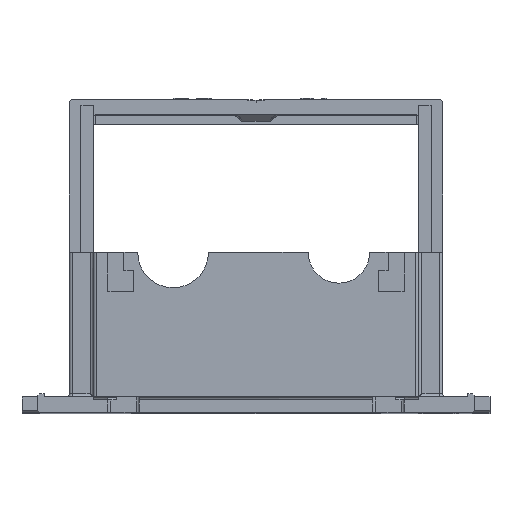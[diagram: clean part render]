
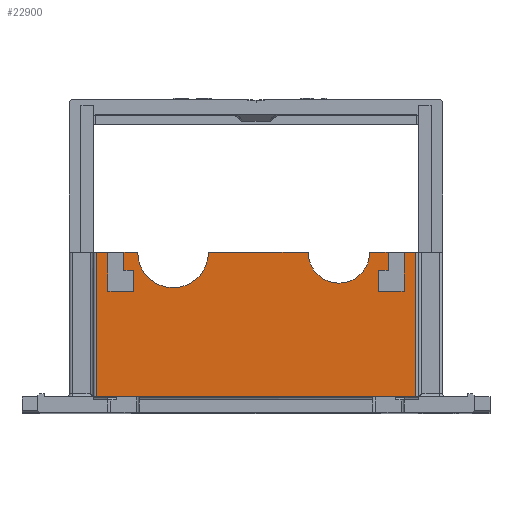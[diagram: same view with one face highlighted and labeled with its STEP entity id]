
A CAD part, top view. The second image highlights one B-rep face of the part: STEP entity #22900.
In plain terms, the highlighted planar face has unit normal (0, 0, 1).
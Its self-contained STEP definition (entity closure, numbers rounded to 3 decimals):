
#356=DIRECTION('',(1.,0.,0.));
#357=VECTOR('',#356,1.9);
#358=CARTESIAN_POINT('',(24.1,26.,70.));
#359=LINE('',#358,#357);
#431=DIRECTION('',(-1.,0.,0.));
#432=VECTOR('',#431,52.);
#433=CARTESIAN_POINT('',(26.,2.5,70.));
#434=LINE('',#433,#432);
#435=DIRECTION('',(-1.,0.,0.));
#436=VECTOR('',#435,1.9);
#437=CARTESIAN_POINT('',(-24.1,26.,70.));
#438=LINE('',#437,#436);
#439=DIRECTION('',(0.,1.,0.));
#440=VECTOR('',#439,6.35);
#441=CARTESIAN_POINT('',(-24.1,19.65,70.));
#442=LINE('',#441,#440);
#443=DIRECTION('',(-1.,0.,0.));
#444=VECTOR('',#443,4.1);
#445=CARTESIAN_POINT('',(-20.,19.65,70.));
#446=LINE('',#445,#444);
#447=DIRECTION('',(0.,-1.,0.));
#448=VECTOR('',#447,3.45);
#449=CARTESIAN_POINT('',(-20.,23.1,70.));
#450=LINE('',#449,#448);
#451=DIRECTION('',(1.,0.,0.));
#452=VECTOR('',#451,1.5);
#453=CARTESIAN_POINT('',(-21.5,23.1,70.));
#454=LINE('',#453,#452);
#455=DIRECTION('',(0.,-1.,0.));
#456=VECTOR('',#455,2.9);
#457=CARTESIAN_POINT('',(-21.5,26.,70.));
#458=LINE('',#457,#456);
#459=DIRECTION('',(-1.,0.,0.));
#460=VECTOR('',#459,2.25);
#461=CARTESIAN_POINT('',(-19.25,26.,70.));
#462=LINE('',#461,#460);
#463=DIRECTION('',(-1.,0.,0.));
#464=VECTOR('',#463,16.25);
#465=CARTESIAN_POINT('',(8.5,26.,70.));
#466=LINE('',#465,#464);
#467=DIRECTION('',(-1.,0.,0.));
#468=VECTOR('',#467,3.);
#469=CARTESIAN_POINT('',(21.5,26.,70.));
#470=LINE('',#469,#468);
#501=DIRECTION('',(0.,-1.,0.));
#502=VECTOR('',#501,23.5);
#503=CARTESIAN_POINT('',(26.,26.,70.));
#504=LINE('',#503,#502);
#5274=CARTESIAN_POINT('',(-13.5,26.,70.));
#5275=DIRECTION('',(0.,0.,-1.));
#5276=DIRECTION('',(1.,0.,0.));
#5277=AXIS2_PLACEMENT_3D('',#5274,#5275,#5276);
#5411=CARTESIAN_POINT('',(13.5,26.,70.));
#5412=DIRECTION('',(0.,0.,-1.));
#5413=DIRECTION('',(1.,0.,0.));
#5414=AXIS2_PLACEMENT_3D('',#5411,#5412,#5413);
#6164=DIRECTION('',(-1.,0.,0.));
#6165=VECTOR('',#6164,1.5);
#6166=CARTESIAN_POINT('',(21.5,23.1,70.));
#6167=LINE('',#6166,#6165);
#6176=DIRECTION('',(0.,-1.,0.));
#6177=VECTOR('',#6176,3.45);
#6178=CARTESIAN_POINT('',(20.,23.1,70.));
#6179=LINE('',#6178,#6177);
#6184=DIRECTION('',(1.,0.,0.));
#6185=VECTOR('',#6184,4.1);
#6186=CARTESIAN_POINT('',(20.,19.65,70.));
#6187=LINE('',#6186,#6185);
#6216=DIRECTION('',(0.,-1.,0.));
#6217=VECTOR('',#6216,2.9);
#6218=CARTESIAN_POINT('',(21.5,26.,70.));
#6219=LINE('',#6218,#6217);
#6220=DIRECTION('',(0.,1.,0.));
#6221=VECTOR('',#6220,6.35);
#6222=CARTESIAN_POINT('',(24.1,19.65,70.));
#6223=LINE('',#6222,#6221);
#6923=DIRECTION('',(0.,1.,0.));
#6924=VECTOR('',#6923,23.5);
#6925=CARTESIAN_POINT('',(-26.,2.5,70.));
#6926=LINE('',#6925,#6924);
#19161=CARTESIAN_POINT('',(8.5,26.,70.));
#19162=CARTESIAN_POINT('',(-7.75,26.,70.));
#19163=VERTEX_POINT('',#19161);
#19164=VERTEX_POINT('',#19162);
#20339=CARTESIAN_POINT('',(-26.,26.,70.));
#20341=VERTEX_POINT('',#20339);
#20342=CARTESIAN_POINT('',(-24.1,26.,70.));
#20344=VERTEX_POINT('',#20342);
#20348=CARTESIAN_POINT('',(-21.5,26.,70.));
#20349=VERTEX_POINT('',#20348);
#20351=CARTESIAN_POINT('',(-19.25,26.,70.));
#20353=VERTEX_POINT('',#20351);
#20416=CARTESIAN_POINT('',(21.5,23.1,70.));
#20418=VERTEX_POINT('',#20416);
#20422=CARTESIAN_POINT('',(20.,23.1,70.));
#20423=VERTEX_POINT('',#20422);
#20426=CARTESIAN_POINT('',(20.,19.65,70.));
#20427=VERTEX_POINT('',#20426);
#20430=CARTESIAN_POINT('',(24.1,19.65,70.));
#20432=VERTEX_POINT('',#20430);
#20789=CARTESIAN_POINT('',(-21.5,23.1,70.));
#20791=VERTEX_POINT('',#20789);
#20798=CARTESIAN_POINT('',(-20.,23.1,70.));
#20800=VERTEX_POINT('',#20798);
#20808=CARTESIAN_POINT('',(-20.,19.65,70.));
#20810=VERTEX_POINT('',#20808);
#20816=CARTESIAN_POINT('',(-24.1,19.65,70.));
#20817=VERTEX_POINT('',#20816);
#21502=CARTESIAN_POINT('',(-26.,2.5,70.));
#21503=VERTEX_POINT('',#21502);
#21589=CARTESIAN_POINT('',(24.1,26.,70.));
#21590=CARTESIAN_POINT('',(26.,26.,70.));
#21591=VERTEX_POINT('',#21589);
#21592=VERTEX_POINT('',#21590);
#21597=CARTESIAN_POINT('',(18.5,26.,70.));
#21598=VERTEX_POINT('',#21597);
#21599=CARTESIAN_POINT('',(21.5,26.,70.));
#21600=VERTEX_POINT('',#21599);
#22039=CARTESIAN_POINT('',(26.,2.5,70.));
#22040=VERTEX_POINT('',#22039);
#22855=CARTESIAN_POINT('',(-26.5,0.,70.));
#22856=DIRECTION('',(0.,0.,1.));
#22857=DIRECTION('',(1.,0.,0.));
#22858=AXIS2_PLACEMENT_3D('',#22855,#22856,#22857);
#22859=PLANE('',#22858);
#22861=ORIENTED_EDGE('',*,*,#22860,.T.);
#22863=ORIENTED_EDGE('',*,*,#22862,.T.);
#22865=ORIENTED_EDGE('',*,*,#22864,.F.);
#22867=ORIENTED_EDGE('',*,*,#22866,.F.);
#22869=ORIENTED_EDGE('',*,*,#22868,.F.);
#22871=ORIENTED_EDGE('',*,*,#22870,.F.);
#22873=ORIENTED_EDGE('',*,*,#22872,.F.);
#22875=ORIENTED_EDGE('',*,*,#22874,.F.);
#22877=ORIENTED_EDGE('',*,*,#22876,.F.);
#22879=ORIENTED_EDGE('',*,*,#22878,.F.);
#22881=ORIENTED_EDGE('',*,*,#22880,.F.);
#22883=ORIENTED_EDGE('',*,*,#22882,.F.);
#22884=ORIENTED_EDGE('',*,*,#22794,.F.);
#22886=ORIENTED_EDGE('',*,*,#22885,.T.);
#22888=ORIENTED_EDGE('',*,*,#22887,.T.);
#22890=ORIENTED_EDGE('',*,*,#22889,.T.);
#22892=ORIENTED_EDGE('',*,*,#22891,.T.);
#22894=ORIENTED_EDGE('',*,*,#22893,.T.);
#22895=ORIENTED_EDGE('',*,*,#22786,.T.);
#22897=ORIENTED_EDGE('',*,*,#22896,.T.);
#22898=EDGE_LOOP('',(#22861,#22863,#22865,#22867,#22869,#22871,#22873,#22875,
#22877,#22879,#22881,#22883,#22884,#22886,#22888,#22890,#22892,#22894,#22895,
#22897));
#22899=FACE_OUTER_BOUND('',#22898,.F.);
#22900=ADVANCED_FACE('',(#22899),#22859,.T.);
#5278=CIRCLE('',#5277,5.75);
#5415=CIRCLE('',#5414,5.);
#22786=EDGE_CURVE('',#21591,#21592,#359,.T.);
#22794=EDGE_CURVE('',#21600,#21598,#470,.T.);
#22860=EDGE_CURVE('',#22040,#21503,#434,.T.);
#22862=EDGE_CURVE('',#21503,#20341,#6926,.T.);
#22864=EDGE_CURVE('',#20344,#20341,#438,.T.);
#22866=EDGE_CURVE('',#20817,#20344,#442,.T.);
#22868=EDGE_CURVE('',#20810,#20817,#446,.T.);
#22870=EDGE_CURVE('',#20800,#20810,#450,.T.);
#22872=EDGE_CURVE('',#20791,#20800,#454,.T.);
#22874=EDGE_CURVE('',#20349,#20791,#458,.T.);
#22876=EDGE_CURVE('',#20353,#20349,#462,.T.);
#22878=EDGE_CURVE('',#19164,#20353,#5278,.T.);
#22880=EDGE_CURVE('',#19163,#19164,#466,.T.);
#22882=EDGE_CURVE('',#21598,#19163,#5415,.T.);
#22885=EDGE_CURVE('',#21600,#20418,#6219,.T.);
#22887=EDGE_CURVE('',#20418,#20423,#6167,.T.);
#22889=EDGE_CURVE('',#20423,#20427,#6179,.T.);
#22891=EDGE_CURVE('',#20427,#20432,#6187,.T.);
#22893=EDGE_CURVE('',#20432,#21591,#6223,.T.);
#22896=EDGE_CURVE('',#21592,#22040,#504,.T.);
